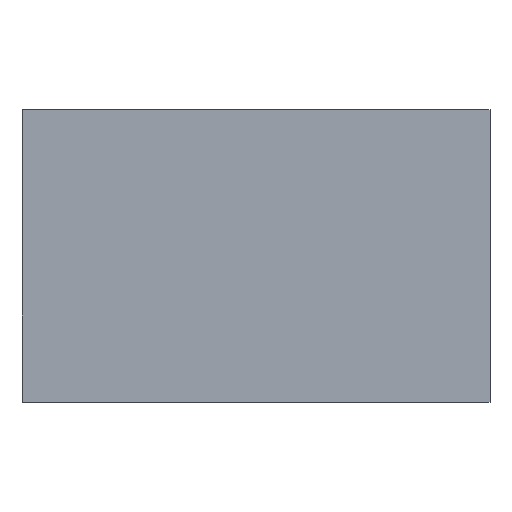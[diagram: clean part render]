
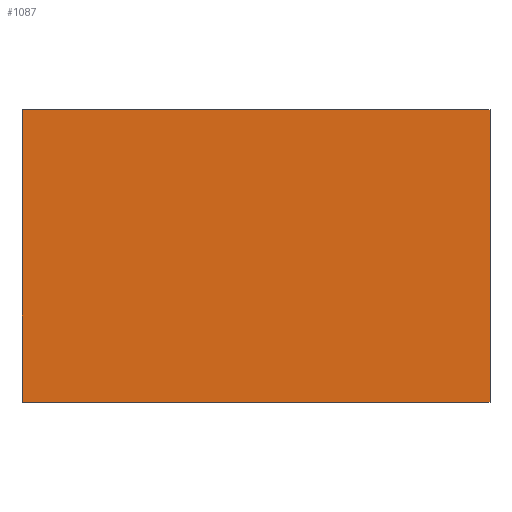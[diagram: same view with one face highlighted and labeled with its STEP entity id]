
A CAD part, top view. The second image highlights one B-rep face of the part: STEP entity #1087.
In plain terms, the highlighted planar face has unit normal (0, 0, 1).
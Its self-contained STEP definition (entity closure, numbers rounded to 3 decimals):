
#104=FACE_OUTER_BOUND('',#167,.T.);
#167=EDGE_LOOP('',(#985,#986,#987,#988));
#315=LINE('',#1969,#426);
#317=LINE('',#1973,#428);
#319=LINE('',#1977,#430);
#321=LINE('',#1980,#432);
#426=VECTOR('',#1316,10.);
#428=VECTOR('',#1320,10.);
#430=VECTOR('',#1324,10.);
#432=VECTOR('',#1328,10.);
#531=VERTEX_POINT('',#1966);
#532=VERTEX_POINT('',#1968);
#533=VERTEX_POINT('',#1972);
#534=VERTEX_POINT('',#1976);
#681=EDGE_CURVE('',#531,#532,#315,.T.);
#683=EDGE_CURVE('',#532,#533,#317,.T.);
#685=EDGE_CURVE('',#533,#534,#319,.T.);
#687=EDGE_CURVE('',#534,#531,#321,.T.);
#985=ORIENTED_EDGE('',*,*,#681,.F.);
#986=ORIENTED_EDGE('',*,*,#687,.F.);
#987=ORIENTED_EDGE('',*,*,#685,.F.);
#988=ORIENTED_EDGE('',*,*,#683,.F.);
#1029=PLANE('',#1144);
#1087=ADVANCED_FACE('',(#104),#1029,.T.);
#1144=AXIS2_PLACEMENT_3D('',#1981,#1329,#1330);
#1316=DIRECTION('',(0.,-1.,0.));
#1320=DIRECTION('',(-1.,0.,0.));
#1324=DIRECTION('',(0.,1.,0.));
#1328=DIRECTION('',(1.,0.,0.));
#1329=DIRECTION('center_axis',(0.,0.,1.));
#1330=DIRECTION('ref_axis',(1.,0.,0.));
#1966=CARTESIAN_POINT('',(1.,0.625,0.5));
#1968=CARTESIAN_POINT('',(1.,-0.625,0.5));
#1969=CARTESIAN_POINT('',(1.,0.625,0.5));
#1972=CARTESIAN_POINT('',(-1.,-0.625,0.5));
#1973=CARTESIAN_POINT('',(1.,-0.625,0.5));
#1976=CARTESIAN_POINT('',(-1.,0.625,0.5));
#1977=CARTESIAN_POINT('',(-1.,-0.625,0.5));
#1980=CARTESIAN_POINT('',(-1.,0.625,0.5));
#1981=CARTESIAN_POINT('Origin',(0.,0.,0.5));
